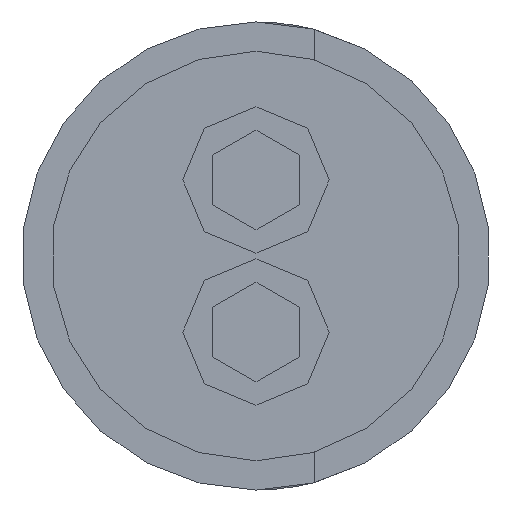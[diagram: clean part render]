
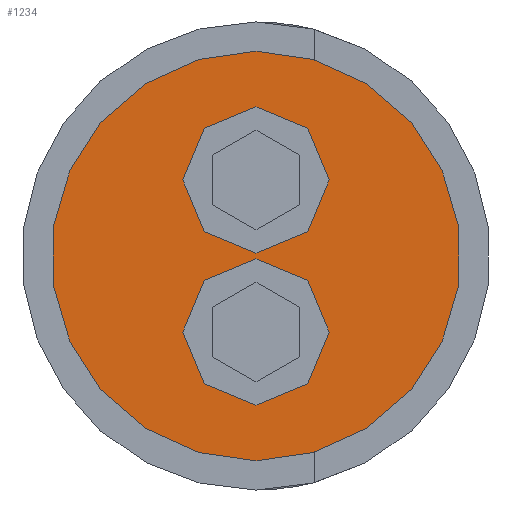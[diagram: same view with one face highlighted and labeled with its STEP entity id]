
A CAD part, left-side view. The second image highlights one B-rep face of the part: STEP entity #1234.
In plain terms, the highlighted planar face has unit normal (-1, 0, 0).
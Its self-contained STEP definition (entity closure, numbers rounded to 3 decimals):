
#18 = CARTESIAN_POINT ( 'NONE',  ( -135., 0., -0.65 ) ) ;
#57 = ORIENTED_EDGE ( 'NONE', *, *, #231, .T. ) ;
#65 = DIRECTION ( 'NONE',  ( -1., 0., 0. ) ) ;
#68 = EDGE_CURVE ( 'NONE', #1154, #315, #148, .T. ) ;
#131 = EDGE_CURVE ( 'NONE', #304, #1083, #546, .T. ) ;
#142 = AXIS2_PLACEMENT_3D ( 'NONE', #431, #1197, #427 ) ;
#148 = CIRCLE ( 'NONE', #1084, 0.625 ) ;
#169 = FACE_BOUND ( 'NONE', #899, .T. ) ;
#203 = AXIS2_PLACEMENT_3D ( 'NONE', #358, #65, #950 ) ;
#205 = ORIENTED_EDGE ( 'NONE', *, *, #416, .T. ) ;
#225 = AXIS2_PLACEMENT_3D ( 'NONE', #792, #979, #1277 ) ;
#231 = EDGE_CURVE ( 'NONE', #715, #287, #664, .T. ) ;
#276 = CIRCLE ( 'NONE', #203, 0.625 ) ;
#287 = VERTEX_POINT ( 'NONE', #923 ) ;
#290 = DIRECTION ( 'NONE',  ( 0., 0., 1. ) ) ;
#304 = VERTEX_POINT ( 'NONE', #1104 ) ;
#306 = PLANE ( 'NONE',  #1258 ) ;
#315 = VERTEX_POINT ( 'NONE', #908 ) ;
#335 = FACE_OUTER_BOUND ( 'NONE', #838, .T. ) ;
#343 = EDGE_CURVE ( 'NONE', #315, #1154, #1035, .T. ) ;
#358 = CARTESIAN_POINT ( 'NONE',  ( -135., 0., 0.65 ) ) ;
#416 = EDGE_CURVE ( 'NONE', #287, #715, #1227, .T. ) ;
#427 = DIRECTION ( 'NONE',  ( 0., 0., 1. ) ) ;
#431 = CARTESIAN_POINT ( 'NONE',  ( -135., 0., 0. ) ) ;
#447 = FACE_BOUND ( 'NONE', #812, .T. ) ;
#496 = DIRECTION ( 'NONE',  ( 0., 0., 1. ) ) ;
#511 = DIRECTION ( 'NONE',  ( 0., 0., 1. ) ) ;
#525 = AXIS2_PLACEMENT_3D ( 'NONE', #18, #813, #511 ) ;
#546 = CIRCLE ( 'NONE', #225, 0.625 ) ;
#563 = ORIENTED_EDGE ( 'NONE', *, *, #921, .F. ) ;
#593 = DIRECTION ( 'NONE',  ( 0., 0., 1. ) ) ;
#611 = DIRECTION ( 'NONE',  ( -1., 0., 0. ) ) ;
#664 = CIRCLE ( 'NONE', #142, 1.75 ) ;
#715 = VERTEX_POINT ( 'NONE', #1195 ) ;
#792 = CARTESIAN_POINT ( 'NONE',  ( -135., 0., 0.65 ) ) ;
#802 = AXIS2_PLACEMENT_3D ( 'NONE', #1263, #868, #290 ) ;
#812 = EDGE_LOOP ( 'NONE', ( #1113, #563 ) ) ;
#813 = DIRECTION ( 'NONE',  ( -1., 0., 0. ) ) ;
#830 = ORIENTED_EDGE ( 'NONE', *, *, #343, .F. ) ;
#838 = EDGE_LOOP ( 'NONE', ( #205, #57 ) ) ;
#868 = DIRECTION ( 'NONE',  ( -1., 0., 0. ) ) ;
#899 = EDGE_LOOP ( 'NONE', ( #1079, #830 ) ) ;
#908 = CARTESIAN_POINT ( 'NONE',  ( -135., 0., -0.025 ) ) ;
#921 = EDGE_CURVE ( 'NONE', #1083, #304, #276, .T. ) ;
#923 = CARTESIAN_POINT ( 'NONE',  ( -135., 0., 1.75 ) ) ;
#950 = DIRECTION ( 'NONE',  ( 0., 0., 1. ) ) ;
#979 = DIRECTION ( 'NONE',  ( -1., 0., 0. ) ) ;
#1035 = CIRCLE ( 'NONE', #525, 0.625 ) ;
#1075 = CARTESIAN_POINT ( 'NONE',  ( -135., 0., 1.275 ) ) ;
#1079 = ORIENTED_EDGE ( 'NONE', *, *, #68, .F. ) ;
#1083 = VERTEX_POINT ( 'NONE', #1075 ) ;
#1084 = AXIS2_PLACEMENT_3D ( 'NONE', #1283, #1085, #496 ) ;
#1085 = DIRECTION ( 'NONE',  ( -1., 0., 0. ) ) ;
#1099 = CARTESIAN_POINT ( 'NONE',  ( -135., 0., 0. ) ) ;
#1104 = CARTESIAN_POINT ( 'NONE',  ( -135., 0., 0.025 ) ) ;
#1113 = ORIENTED_EDGE ( 'NONE', *, *, #131, .F. ) ;
#1154 = VERTEX_POINT ( 'NONE', #1181 ) ;
#1181 = CARTESIAN_POINT ( 'NONE',  ( -135., 0., -1.275 ) ) ;
#1195 = CARTESIAN_POINT ( 'NONE',  ( -135., 0., -1.75 ) ) ;
#1197 = DIRECTION ( 'NONE',  ( -1., 0., 0. ) ) ;
#1227 = CIRCLE ( 'NONE', #802, 1.75 ) ;
#1234 = ADVANCED_FACE ( 'NONE', ( #447, #335, #169 ), #306, .T. ) ;
#1258 = AXIS2_PLACEMENT_3D ( 'NONE', #1099, #611, #593 ) ;
#1263 = CARTESIAN_POINT ( 'NONE',  ( -135., 0., 0. ) ) ;
#1277 = DIRECTION ( 'NONE',  ( 0., 0., 1. ) ) ;
#1283 = CARTESIAN_POINT ( 'NONE',  ( -135., 0., -0.65 ) ) ;
